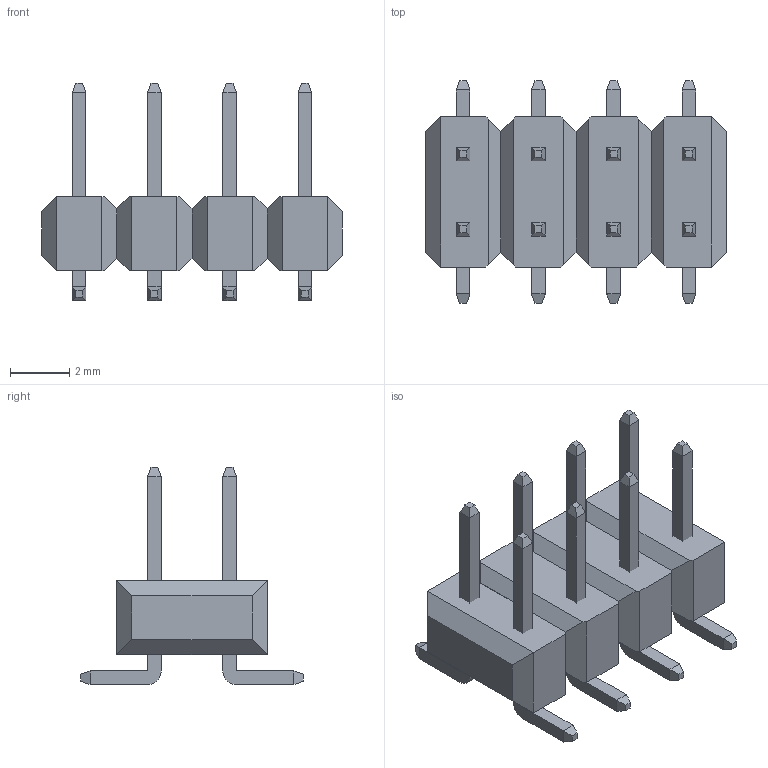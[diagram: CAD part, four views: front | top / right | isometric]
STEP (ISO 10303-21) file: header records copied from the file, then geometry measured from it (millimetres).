
FILE_DESCRIPTION(/* description */ (''),/* implementation_level */ '2;1');
FILE_NAME(/* name */ '2x4_LP_Header.step',/* time_stamp */ '2022-12-12T10:12:56Z',/* author */ (''),/* organization */ (''),/* preprocessor_version */ 'ST-DEVELOPER v19.2',/* originating_system */ 'Autodesk Translation Framework v11.17.0.187',/* authorisation */ '');
FILE_SCHEMA (('AUTOMOTIVE_DESIGN { 1 0 10303 214 3 1 1 }'));
Length unit declared in the file: millimetre
Products named in the file (2): 2x4 LP Header; Model
Assembly tree (1 placements, depth 2):
  2x4 LP Header
    Model
Bounding box: 10.16 x 7.5 x 7.33 mm (x, y, z)
Volume: 132.7 mm3; surface area: 317.7 mm2
Topology: 9 solids, 9 shells, 186 faces, 420 edges, 252 vertices
Faces by surface type: plane 178, cylinder 8
Entity records: 5047 total; most frequent: CARTESIAN_POINT 861, ORIENTED_EDGE 840, DIRECTION 814, EDGE_CURVE 420, LINE 404, VECTOR 404, VERTEX_POINT 252, AXIS2_PLACEMENT_3D 205
